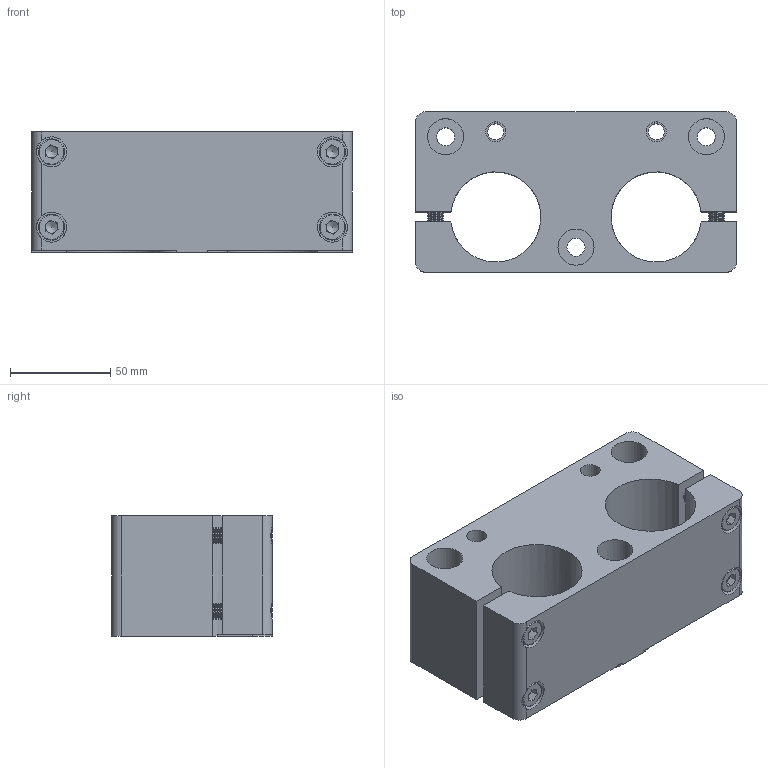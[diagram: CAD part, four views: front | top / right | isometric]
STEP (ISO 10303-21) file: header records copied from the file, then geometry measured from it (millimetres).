
FILE_DESCRIPTION (( 'STEP AP214' ), '1' );
FILE_NAME ('0186-1176_201119_Z01-SB-45x2.STEP', '2020-11-19T14:38:22', ( '' ), ( '' ), 'SwSTEP 2.0', 'SolidWorks 2020', '' );
FILE_SCHEMA (( 'AUTOMOTIVE_DESIGN' ));
Length unit declared in the file: millimetre
Products named in the file (4): 0230-0038_Zyl.-Schr._I-6kt_M8x35_8.8_v-b; 0186-1176_201119_Z01-SB-45x2; 0150-4056_Z01-SB-45x2; 0180-1477_Z01-SB-45x2
Assembly tree (6 placements, depth 3):
  0186-1176_201119_Z01-SB-45x2
    0150-4056_Z01-SB-45x2
      0180-1477_Z01-SB-45x2
      0230-0038_Zyl.-Schr._I-6kt_M8x35_8.8_v-b  x4
Bounding box: 160 x 80 x 60 mm (x, y, z)
Volume: 525231.3 mm3; surface area: 89570 mm2
Topology: 5 solids, 5 shells, 443 faces, 938 edges, 514 vertices
Faces by surface type: cone 212, cylinder 138, plane 85, torus 8
Full cylindrical faces by diameter (mm): 6.8 x4, 8 x106, 9 x7, 10 x2, 13 x4, 15 x4, 18 x3
Entity records: 3946 total; most frequent: DIRECTION 706, CARTESIAN_POINT 679, ORIENTED_EDGE 460, AXIS2_PLACEMENT_3D 315, EDGE_LOOP 286, EDGE_CURVE 230, FACE_OUTER_BOUND 206, VERTEX_POINT 192
